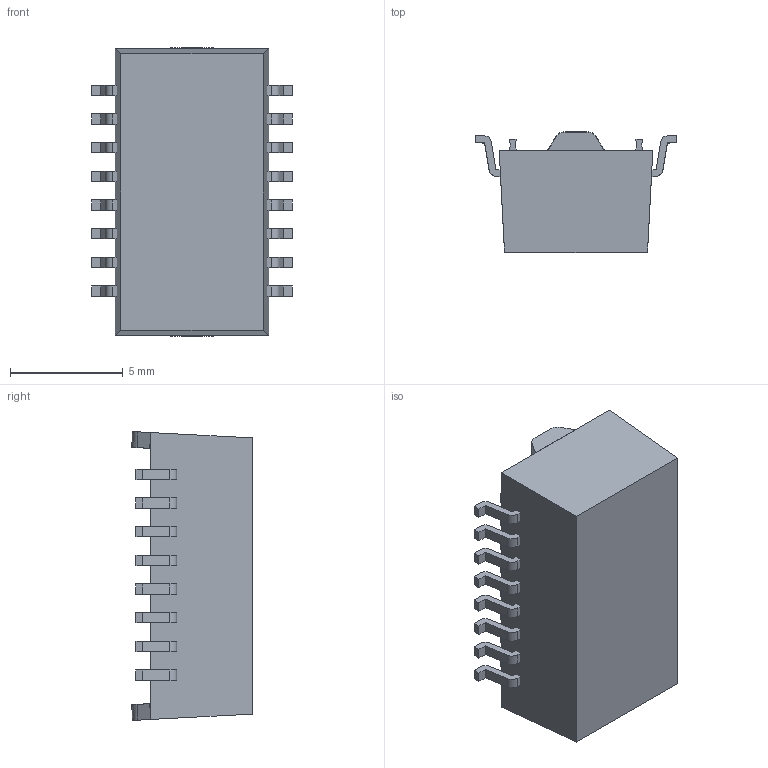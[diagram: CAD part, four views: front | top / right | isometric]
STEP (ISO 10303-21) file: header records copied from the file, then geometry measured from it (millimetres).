
FILE_DESCRIPTION (( 'STEP AP214' ), '1' );
FILE_NAME ('PT61017PEL.STEP', '2023-01-18T08:13:19', ( 'ADMIN' ), ( '' ), 'SwSTEP 2.0', 'SolidWorks 2016', '' );
FILE_SCHEMA (( 'AUTOMOTIVE_DESIGN' ));
Length unit declared in the file: millimetre
Products named in the file (3): PRT0011; PRT0001; PT61017PEL
Assembly tree (17 placements, depth 2):
  PT61017PEL
    PRT0001
    PRT0011  x16
Bounding box: 8.89 x 5.34 x 12.78 mm (x, y, z)
Volume: 195.3 mm3; surface area: 574.6 mm2
Topology: 19 solids, 19 shells, 363 faces, 972 edges, 648 vertices
Faces by surface type: plane 247, cylinder 84, bspline 32
Entity records: 1663 total; most frequent: CARTESIAN_POINT 293, DIRECTION 263, ORIENTED_EDGE 234, EDGE_CURVE 117, VECTOR 95, LINE 95, AXIS2_PLACEMENT_3D 84, VERTEX_POINT 78
